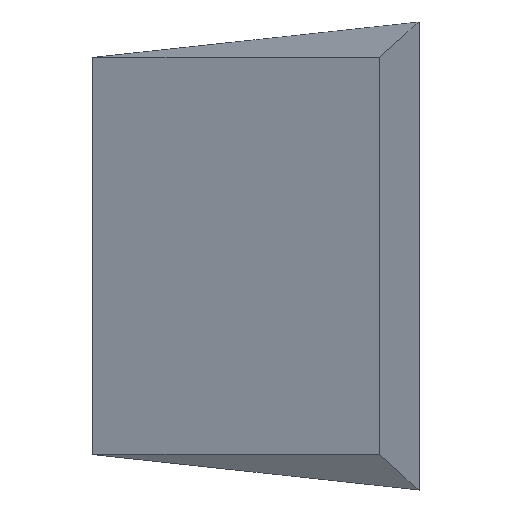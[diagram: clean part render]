
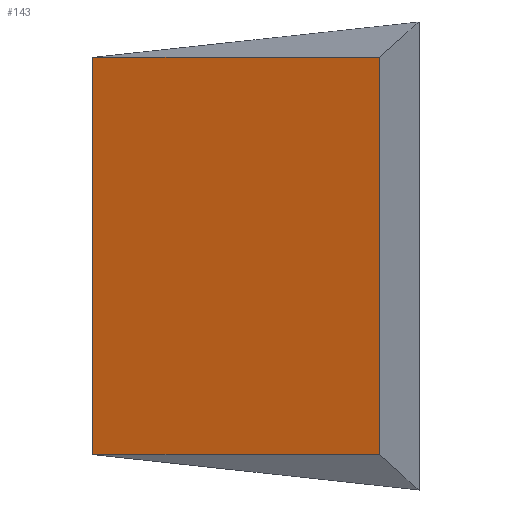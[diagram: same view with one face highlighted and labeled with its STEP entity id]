
A CAD part, top view. The second image highlights one B-rep face of the part: STEP entity #143.
In plain terms, the highlighted planar face has unit normal (-0.325, 0, 0.946).
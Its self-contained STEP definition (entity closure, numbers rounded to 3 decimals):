
#24=ORIENTED_EDGE('',*,*,#58,.F.);
#25=ORIENTED_EDGE('',*,*,#59,.T.);
#26=ORIENTED_EDGE('',*,*,#54,.T.);
#27=ORIENTED_EDGE('',*,*,#60,.T.);
#54=EDGE_CURVE('',#71,#72,#81,.T.);
#58=EDGE_CURVE('',#75,#76,#85,.T.);
#59=EDGE_CURVE('',#75,#71,#86,.T.);
#60=EDGE_CURVE('',#72,#76,#87,.T.);
#71=VERTEX_POINT('',#213);
#72=VERTEX_POINT('',#214);
#75=VERTEX_POINT('',#222);
#76=VERTEX_POINT('',#223);
#81=LINE('',#212,#98);
#85=LINE('',#221,#102);
#86=LINE('',#224,#103);
#87=LINE('',#225,#104);
#98=VECTOR('',#177,1000.);
#102=VECTOR('',#183,1000.);
#103=VECTOR('',#184,1000.);
#104=VECTOR('',#185,1000.);
#116=EDGE_LOOP('',(#24,#25,#26,#27));
#125=FACE_BOUND('',#116,.T.);
#134=PLANE('',#165);
#143=ADVANCED_FACE('',(#125),#134,.F.);
#165=AXIS2_PLACEMENT_3D('',#220,#181,#182);
#177=DIRECTION('',(0.,-1.,0.));
#181=DIRECTION('',(0.325,0.,-0.946));
#182=DIRECTION('',(-0.946,0.,-0.325));
#183=DIRECTION('',(0.,-1.,0.));
#184=DIRECTION('',(-0.946,0.,-0.325));
#185=DIRECTION('',(0.946,0.,0.325));
#212=CARTESIAN_POINT('',(-92.,132.,27.5));
#213=CARTESIAN_POINT('',(-92.,112.,27.5));
#214=CARTESIAN_POINT('',(-92.,-112.,27.5));
#220=CARTESIAN_POINT('',(-92.,132.,27.5));
#221=CARTESIAN_POINT('',(69.5,52.,83.));
#222=CARTESIAN_POINT('',(69.5,112.059,83.));
#223=CARTESIAN_POINT('',(69.5,-112.059,83.));
#224=CARTESIAN_POINT('',(-91.993,112.,27.502));
#225=CARTESIAN_POINT('',(-92.079,-112.,27.473));
